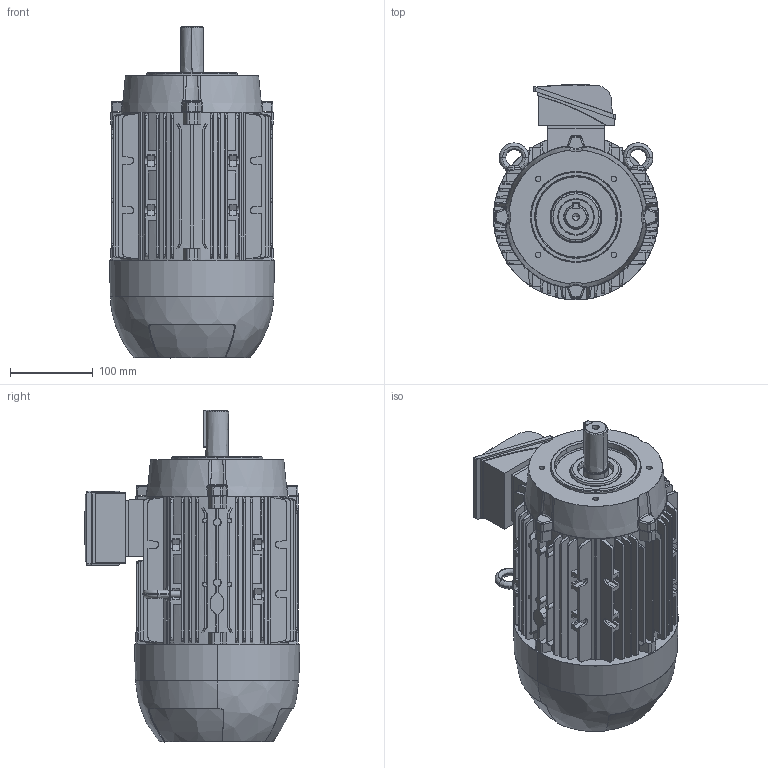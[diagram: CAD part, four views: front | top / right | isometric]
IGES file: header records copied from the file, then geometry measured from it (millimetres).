
Start section: SolidWorks IGES file using analytic representation for surfaces
Global section: file name: B3T.igs; native system: SolidWorks 2020; preprocessor: SolidWorks 2020; author: dias; date: 220610.112802; units: millimetre
Bounding box: 200.04 x 260.94 x 402 mm (x, y, z)
Surface area: 601027 mm2 (no closed solid volume)
Topology: 0 solids, 0 shells, 1369 faces, 15090 edges, 15080 vertices
Faces by surface type: bspline 897, revolution 472
